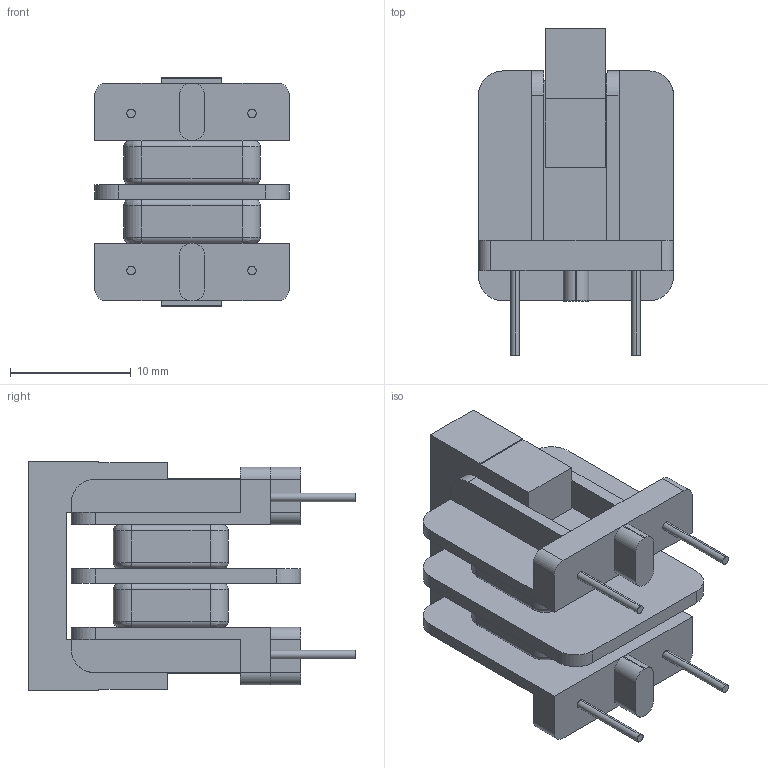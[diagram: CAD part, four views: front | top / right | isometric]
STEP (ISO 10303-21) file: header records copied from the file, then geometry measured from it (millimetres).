
FILE_DESCRIPTION (( 'STEP AP214' ), '1' );
FILE_NAME ('Coilcraft-BU10.STEP', '2020-01-28T02:06:44', ( '' ), ( '' ), 'SwSTEP 2.0', 'SolidWorks 2019', '' );
FILE_SCHEMA (( 'AUTOMOTIVE_DESIGN' ));
Length unit declared in the file: millimetre
Products named in the file (1): Coilcraft-BU10
Bounding box: 16.1 x 27 x 18.94 mm (x, y, z)
Volume: 2792.3 mm3; surface area: 3394.9 mm2
Topology: 1 solids, 1 shells, 386 faces, 955 edges, 601 vertices
Faces by surface type: plane 206, bspline 122, cylinder 58
Entity records: 17940 total; most frequent: CARTESIAN_POINT 7913, ORIENTED_EDGE 1910, DIRECTION 1188, EDGE_CURVE 955, VERTEX_POINT 601, VECTOR 464, LINE 464, EDGE_LOOP 418
